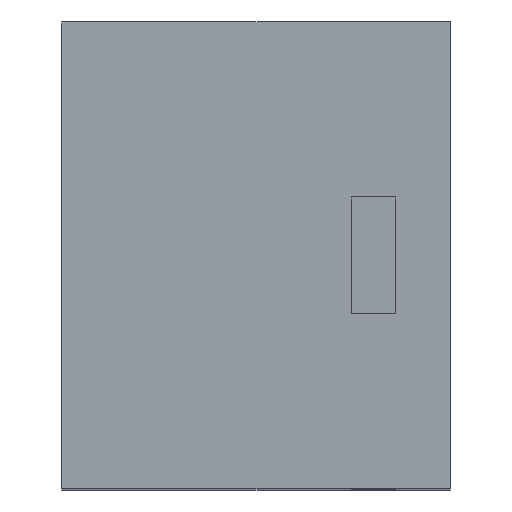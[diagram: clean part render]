
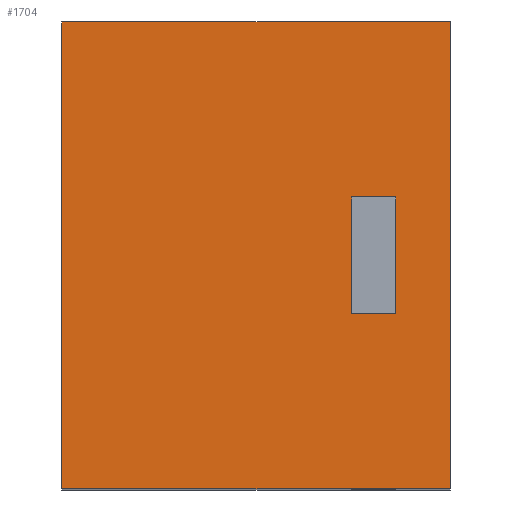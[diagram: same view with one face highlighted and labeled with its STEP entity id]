
A CAD part, top view. The second image highlights one B-rep face of the part: STEP entity #1704.
In plain terms, the highlighted planar face has unit normal (0, 0, 1).
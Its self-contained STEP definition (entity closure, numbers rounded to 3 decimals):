
#119=LINE('',#2897,#303);
#122=LINE('',#2907,#306);
#123=LINE('',#2912,#307);
#131=LINE('',#2934,#315);
#151=LINE('',#2976,#335);
#159=LINE('',#2992,#343);
#160=LINE('',#2994,#344);
#161=LINE('',#2996,#345);
#303=VECTOR('',#2394,1000.);
#306=VECTOR('',#2403,1000.);
#307=VECTOR('',#2408,1000.);
#315=VECTOR('',#2428,1000.);
#335=VECTOR('',#2468,1000.);
#343=VECTOR('',#2480,1000.);
#344=VECTOR('',#2483,1000.);
#345=VECTOR('',#2486,1000.);
#684=ORIENTED_EDGE('',*,*,#1034,.F.);
#685=ORIENTED_EDGE('',*,*,#1021,.T.);
#686=ORIENTED_EDGE('',*,*,#1016,.T.);
#687=ORIENTED_EDGE('',*,*,#1023,.T.);
#688=ORIENTED_EDGE('',*,*,#1066,.F.);
#689=ORIENTED_EDGE('',*,*,#1065,.F.);
#690=ORIENTED_EDGE('',*,*,#1067,.T.);
#691=ORIENTED_EDGE('',*,*,#1057,.T.);
#1016=EDGE_CURVE('',#1244,#1242,#119,.T.);
#1021=EDGE_CURVE('',#1247,#1244,#122,.F.);
#1023=EDGE_CURVE('',#1242,#1248,#123,.T.);
#1034=EDGE_CURVE('',#1247,#1248,#131,.T.);
#1057=EDGE_CURVE('',#1270,#1268,#151,.T.);
#1065=EDGE_CURVE('',#1275,#1274,#159,.T.);
#1066=EDGE_CURVE('',#1274,#1268,#160,.T.);
#1067=EDGE_CURVE('',#1275,#1270,#161,.T.);
#1242=VERTEX_POINT('',#2895);
#1244=VERTEX_POINT('',#2898);
#1247=VERTEX_POINT('',#2905);
#1248=VERTEX_POINT('',#2910);
#1268=VERTEX_POINT('',#2974);
#1270=VERTEX_POINT('',#2977);
#1274=VERTEX_POINT('',#2989);
#1275=VERTEX_POINT('',#2991);
#1471=EDGE_LOOP('',(#684,#685,#686,#687));
#1472=EDGE_LOOP('',(#688,#689,#690,#691));
#1565=FACE_BOUND('',#1471,.T.);
#1566=FACE_BOUND('',#1472,.T.);
#1635=PLANE('',#2155);
#1704=ADVANCED_FACE('',(#1565,#1566),#1635,.T.);
#2155=AXIS2_PLACEMENT_3D('',#2995,#2484,#2485);
#2394=DIRECTION('',(0.,-1.,0.));
#2403=DIRECTION('',(-1.,0.,0.));
#2408=DIRECTION('',(-1.,0.,0.));
#2428=DIRECTION('',(0.,-1.,0.));
#2468=DIRECTION('',(1.,0.,0.));
#2480=DIRECTION('',(1.,0.,0.));
#2483=DIRECTION('',(0.,-1.,0.));
#2484=DIRECTION('',(0.,0.,1.));
#2485=DIRECTION('',(1.,0.,0.));
#2486=DIRECTION('',(0.,-1.,0.));
#2895=CARTESIAN_POINT('',(-0.07,-0.075,0.5));
#2897=CARTESIAN_POINT('',(-0.07,0.3,0.5));
#2898=CARTESIAN_POINT('',(-0.07,0.075,0.5));
#2905=CARTESIAN_POINT('',(-0.127,0.075,0.5));
#2907=CARTESIAN_POINT('',(-0.07,0.075,0.5));
#2910=CARTESIAN_POINT('',(-0.127,-0.075,0.5));
#2912=CARTESIAN_POINT('',(-0.07,-0.075,0.5));
#2934=CARTESIAN_POINT('',(-0.127,0.3,0.5));
#2974=CARTESIAN_POINT('',(0.,-0.3,0.5));
#2976=CARTESIAN_POINT('',(-0.5,-0.3,0.5));
#2977=CARTESIAN_POINT('',(-0.5,-0.3,0.5));
#2989=CARTESIAN_POINT('',(0.,0.3,0.5));
#2991=CARTESIAN_POINT('',(-0.5,0.3,0.5));
#2992=CARTESIAN_POINT('',(-0.5,0.3,0.5));
#2994=CARTESIAN_POINT('',(0.,0.3,0.5));
#2995=CARTESIAN_POINT('',(-0.5,0.3,0.5));
#2996=CARTESIAN_POINT('',(-0.5,0.3,0.5));
